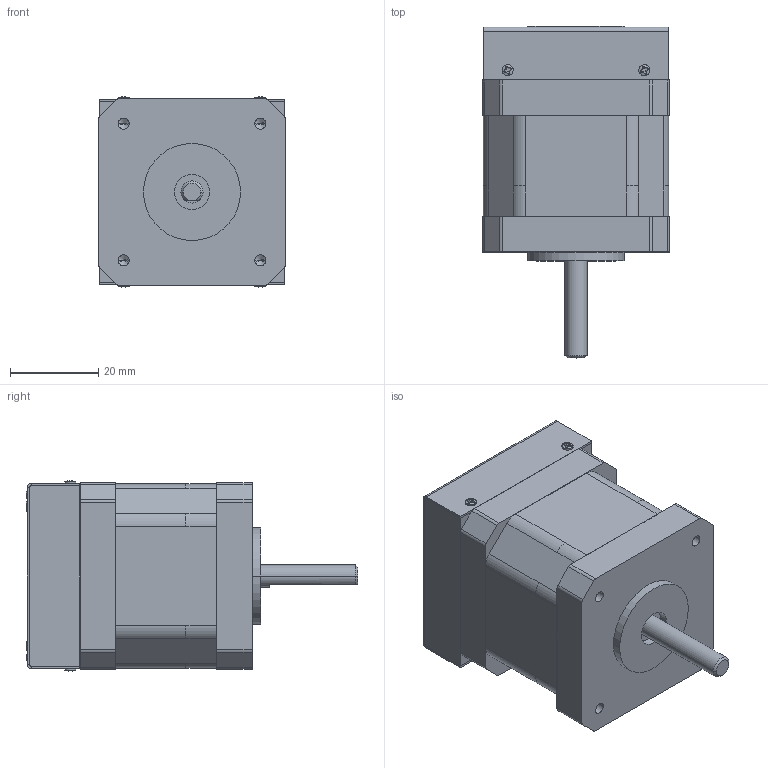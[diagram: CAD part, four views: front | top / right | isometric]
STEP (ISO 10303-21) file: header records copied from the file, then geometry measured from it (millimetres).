
FILE_DESCRIPTION (( 'STEP AP214' ), '1' );
FILE_NAME ('PD42-2-1370.STEP', '2018-08-21T12:09:21', ( '' ), ( '' ), 'SwSTEP 2.0', 'SolidWorks 2016', '' );
FILE_SCHEMA (( 'AUTOMOTIVE_DESIGN' ));
Length unit declared in the file: millimetre
Products named in the file (24): TMCM-1370; socket head cap screw_iso_ISO 4762 M3 x 25 - 18C; Motor_Nema17; TopCover_Lai; din_iso_7049_st2_2x4_5_c_h; TermoTeip^TMCM-1370_; socket head cap screw_iso; socket head cap screw_iso_ISO 4762 M1.6 x 6 - 6C; parallel pin unhardened_iso_ISO 2338 - 1.5 h8 x 5 - St; Rev_11_Housing; TopCover; parallel pin unhardened_iso; PD42-2-1370
Assembly tree (14 placements, depth 2):
  socket head cap screw_iso
  socket head cap screw_iso
  Motor_Nema17
  din_iso_7049_st2_2x4_5_c_h
  din_iso_7049_st2_2x4_5_c_h
Bounding box: 42.2 x 75.24 x 43.1 mm (x, y, z)
Volume: 75932.3 mm3; surface area: 28021.2 mm2
Topology: 17 solids, 17 shells, 779 faces, 2032 edges, 1304 vertices
Faces by surface type: plane 496, cylinder 190, cone 57, torus 20, sphere 16
Entity records: 21752 total; most frequent: CARTESIAN_POINT 3816, DIRECTION 3409, ORIENTED_EDGE 3364, EDGE_CURVE 1682, LINE 1205, VECTOR 1205, AXIS2_PLACEMENT_3D 1102, VERTEX_POINT 1100
